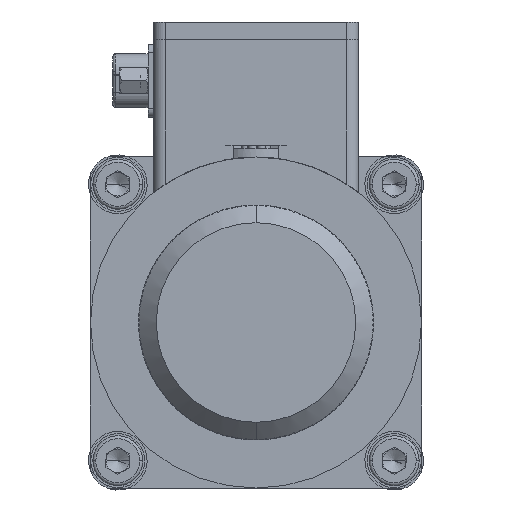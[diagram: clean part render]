
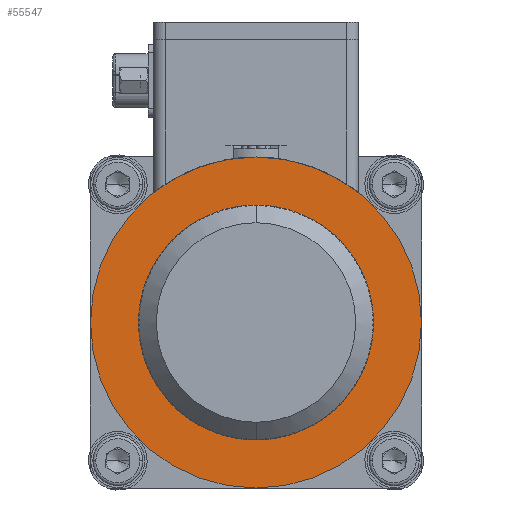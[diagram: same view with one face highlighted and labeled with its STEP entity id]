
A CAD part, front view. The second image highlights one B-rep face of the part: STEP entity #55547.
In plain terms, the highlighted face is planar.
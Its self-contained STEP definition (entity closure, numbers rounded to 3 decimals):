
#80 = DIRECTION ( 'NONE',  ( 0., 0., 1. ) ) ;
#289 = DIRECTION ( 'NONE',  ( 0., 1., 0. ) ) ;
#407 = AXIS2_PLACEMENT_3D ( 'NONE', #16369, #66630, #23580 ) ;
#522 = CARTESIAN_POINT ( 'NONE',  ( 0., 38., -3.9 ) ) ;
#7699 = CIRCLE ( 'NONE', #28465, 3.9 ) ;
#9469 = EDGE_LOOP ( 'NONE', ( #36424, #63251 ) ) ;
#12846 = CARTESIAN_POINT ( 'NONE',  ( 0., 38., 0. ) ) ;
#16369 = CARTESIAN_POINT ( 'NONE',  ( 0., 38., 0. ) ) ;
#18127 = FACE_BOUND ( 'NONE', #9469, .T. ) ;
#20074 = DIRECTION ( 'NONE',  ( 0., 0., 1. ) ) ;
#21762 = CIRCLE ( 'NONE', #75265, 3.9 ) ;
#22039 = EDGE_CURVE ( 'NONE', #28545, #87540, #81228, .T. ) ;
#22613 = FACE_OUTER_BOUND ( 'NONE', #22784, .T. ) ;
#22784 = EDGE_LOOP ( 'NONE', ( #41109, #28436 ) ) ;
#23320 = AXIS2_PLACEMENT_3D ( 'NONE', #12846, #63087, #20074 ) ;
#23580 = DIRECTION ( 'NONE',  ( 0., 0., 1. ) ) ;
#26334 = CARTESIAN_POINT ( 'NONE',  ( 0., 38., 3.9 ) ) ;
#28436 = ORIENTED_EDGE ( 'NONE', *, *, #22039, .T. ) ;
#28465 = AXIS2_PLACEMENT_3D ( 'NONE', #43262, #289, #50453 ) ;
#28545 = VERTEX_POINT ( 'NONE', #31361 ) ;
#31361 = CARTESIAN_POINT ( 'NONE',  ( 0., 38., 28.2 ) ) ;
#36424 = ORIENTED_EDGE ( 'NONE', *, *, #68318, .F. ) ;
#37524 = VERTEX_POINT ( 'NONE', #26334 ) ;
#41109 = ORIENTED_EDGE ( 'NONE', *, *, #71115, .T. ) ;
#43064 = DIRECTION ( 'NONE',  ( 0., 1., 0. ) ) ;
#43262 = CARTESIAN_POINT ( 'NONE',  ( 0., 38., 0. ) ) ;
#44041 = DIRECTION ( 'NONE',  ( 0., 0., 1. ) ) ;
#50453 = DIRECTION ( 'NONE',  ( 0., 0., 1. ) ) ;
#51999 = EDGE_CURVE ( 'NONE', #37524, #76441, #21762, .T. ) ;
#55547 = ADVANCED_FACE ( 'NONE', ( #22613, #18127 ), #79895, .T. ) ;
#58168 = CARTESIAN_POINT ( 'NONE',  ( 0., 38., 0. ) ) ;
#58754 = CIRCLE ( 'NONE', #407, 28.2 ) ;
#63087 = DIRECTION ( 'NONE',  ( 0., 1., 0. ) ) ;
#63251 = ORIENTED_EDGE ( 'NONE', *, *, #51999, .F. ) ;
#66630 = DIRECTION ( 'NONE',  ( 0., 1., 0. ) ) ;
#68318 = EDGE_CURVE ( 'NONE', #76441, #37524, #7699, .T. ) ;
#71115 = EDGE_CURVE ( 'NONE', #87540, #28545, #58754, .T. ) ;
#72450 = AXIS2_PLACEMENT_3D ( 'NONE', #58168, #87106, #44041 ) ;
#75265 = AXIS2_PLACEMENT_3D ( 'NONE', #86138, #43064, #80 ) ;
#76441 = VERTEX_POINT ( 'NONE', #522 ) ;
#79895 = PLANE ( 'NONE',  #72450 ) ;
#81228 = CIRCLE ( 'NONE', #23320, 28.2 ) ;
#84050 = CARTESIAN_POINT ( 'NONE',  ( 0., 38., -28.2 ) ) ;
#86138 = CARTESIAN_POINT ( 'NONE',  ( 0., 38., 0. ) ) ;
#87106 = DIRECTION ( 'NONE',  ( 0., 1., 0. ) ) ;
#87540 = VERTEX_POINT ( 'NONE', #84050 ) ;
